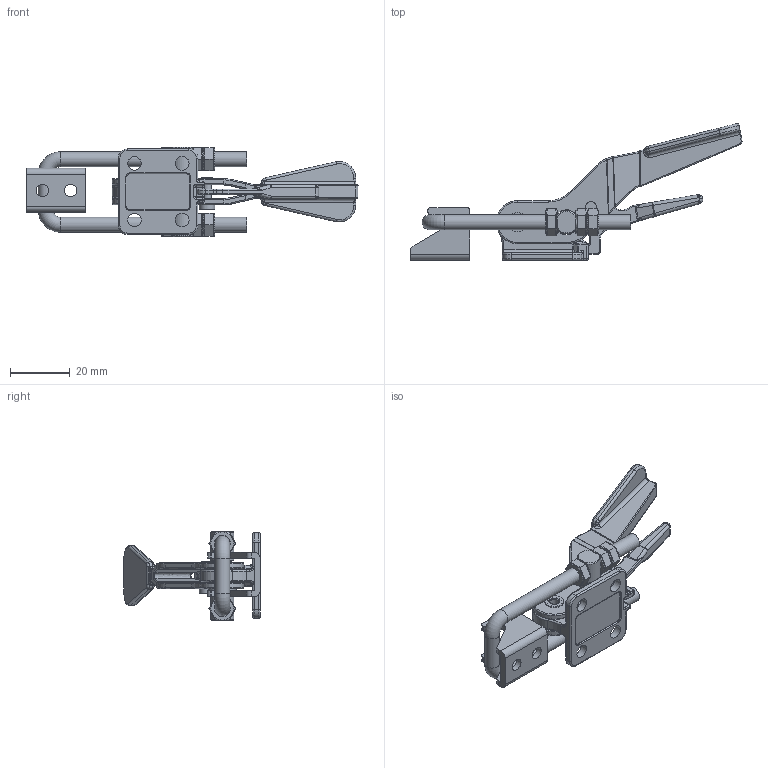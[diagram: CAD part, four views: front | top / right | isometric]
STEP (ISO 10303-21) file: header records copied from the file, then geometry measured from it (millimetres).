
FILE_DESCRIPTION(/* description */ (''),/* implementation_level */ '2;1');
FILE_NAME(/* name */ 'C-016-41FSK.stp',/* time_stamp */ '2024-02-07T16:37:14+09:00',/* author */ ('user'),/* organization */ (''),/* preprocessor_version */ 'ST-DEVELOPER v15.6',/* originating_system */ 'Autodesk Inventor 2015',/* authorisation */ '');
FILE_SCHEMA (('AUTOMOTIVE_DESIGN { 1 0 10303 214 3 1 1 }'));
Length unit declared in the file: millimetre
Products named in the file (10): 밑판; PIN1; PIN2; 락; 손잡이; PIN3; 고리; NUT-M5; 브라켓; C-016-41FSK
Bounding box: 111.39 x 45.85 x 30 mm (x, y, z)
Volume: 15378 mm3; surface area: 15319.4 mm2
Topology: 14 solids, 14 shells, 851 faces, 1972 edges, 1118 vertices
Faces by surface type: bspline 274, cylinder 268, plane 183, torus 84, sphere 26, cone 16
Full cylindrical faces by diameter (mm): 3 x2, 3.251 x3, 3.6 x1, 4.18 x2, 4.6 x4, 5 x10, 5.18 x1, 5.2 x2, 5.238 x3, 6 x2, 6.4 x1, 7.84 x1, 8.319 x2, 9.2 x1
Entity records: 28981 total; most frequent: CARTESIAN_POINT 14144, ORIENTED_EDGE 3058, DIRECTION 3003, EDGE_CURVE 1529, AXIS2_PLACEMENT_3D 1222, VERTEX_POINT 913, EDGE_LOOP 752, FACE_OUTER_BOUND 676
